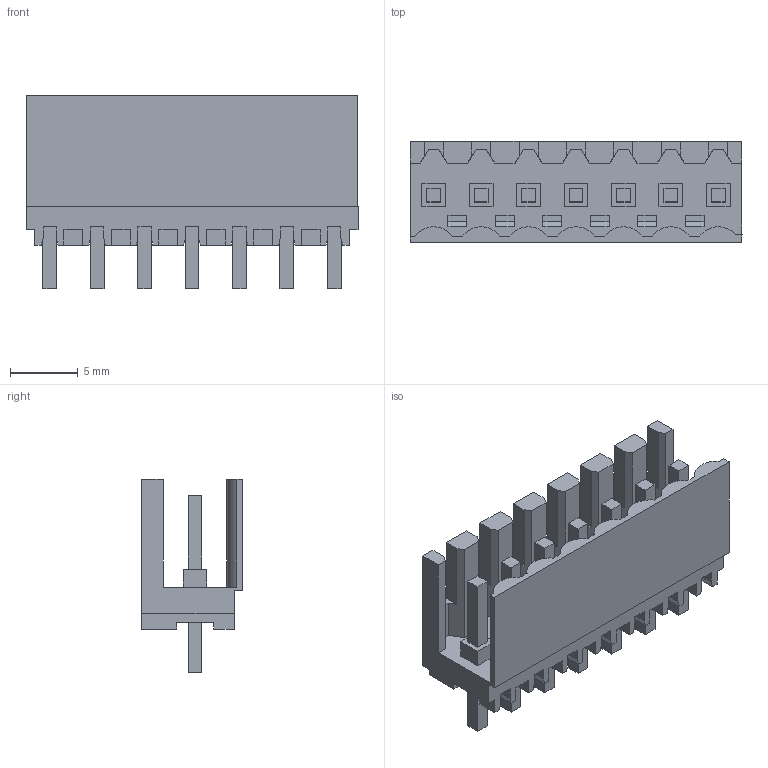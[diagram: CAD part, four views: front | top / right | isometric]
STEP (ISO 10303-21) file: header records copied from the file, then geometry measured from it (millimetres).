
FILE_DESCRIPTION(('CATIA V5 STEP Exchange','CAx-IF Rec.Pracs.--- Model Styling and Organization---1.2---2011-12-15'),'2;1');
FILE_NAME ('D1453200_0_1604820000_1604820000.stp','2018-03-13T06:16:29+00:00',('none'),('Weidmueller'),'CATIA Version 5-6 Release 2014','CATIA V5 STEP AP214','none');
FILE_SCHEMA(('AUTOMOTIVE_DESIGN { 1 0 10303 214 1 1 1 1 }'));
Length unit declared in the file: millimetre
Products named in the file (1): 1604820000
Bounding box: 24.5 x 7.45 x 14.25 mm (x, y, z)
Volume: 777.5 mm3; surface area: 2218.7 mm2
Topology: 8 solids, 8 shells, 419 faces, 1227 edges, 837 vertices
Faces by surface type: plane 412, cylinder 7
Entity records: 13294 total; most frequent: ORIENTED_EDGE 2454, CARTESIAN_POINT 2322, DIRECTION 1741, EDGE_CURVE 1227, VECTOR 1213, LINE 1213, VERTEX_POINT 837, EDGE_LOOP 446
